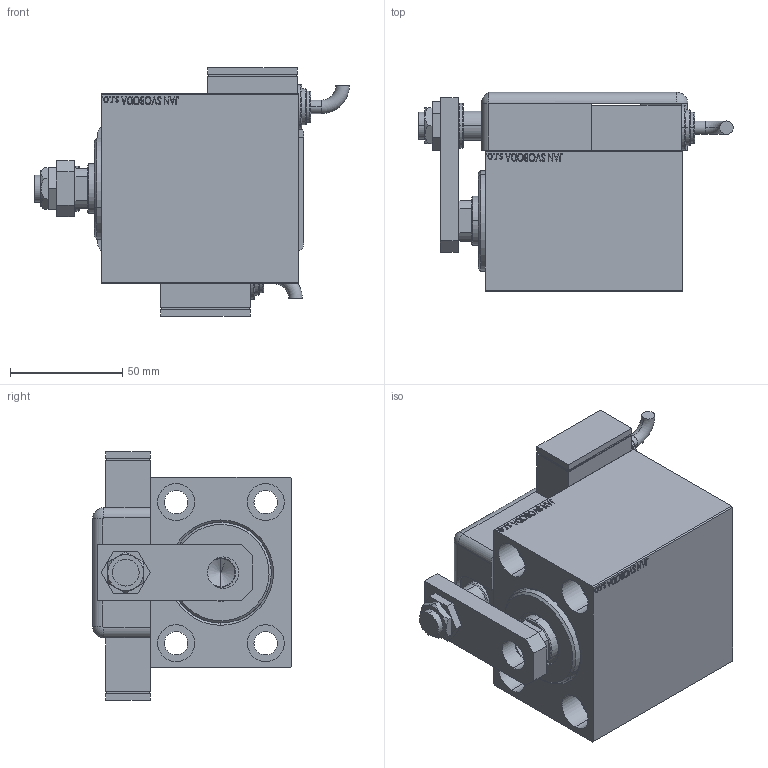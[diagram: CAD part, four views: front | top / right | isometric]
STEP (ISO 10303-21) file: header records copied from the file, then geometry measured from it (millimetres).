
FILE_DESCRIPTION (( 'STEP AP203' ), '1' );
FILE_NAME ('37bf.STEP', '2024-02-14T04:52:43', ( '' ), ( '' ), 'SwSTEP 2.0', 'SolidWorks 2019', '' );
FILE_SCHEMA (( 'CONFIG_CONTROL_DESIGN' ));
Length unit declared in the file: millimetre
Products named in the file (13): V450CM_VC_B 38e54a41a9ebc09059e04c7c7e27ea64; MAGNETIC SWITCH Q 38e54a41a9ebc09059e04c7c7e27ea64; V450CM_C_Body 38e54a41a9ebc09059e04c7c7e27ea64; KRYT 38e54a41a9ebc09059e04c7c7e27ea64; SWITCH_Q_FRONT_BACK 38e54a41a9ebc09059e04c7c7e27ea64; 37bf; NUT_D19 38e54a41a9ebc09059e04c7c7e27ea64; TYC 38e54a41a9ebc09059e04c7c7e27ea64; SWITCH DIM A_G 38e54a41a9ebc09059e04c7c7e27ea64; ZARAZKA_Q 38e54a41a9ebc09059e04c7c7e27ea64; NUT_D13 38e54a41a9ebc09059e04c7c7e27ea64; SWITCH Q 38e54a41a9ebc09059e04c7c7e27ea64; V450CM_C_VCP 38e54a41a9ebc09059e04c7c7e27ea64
Assembly tree (13 placements, depth 3):
  37bf
    V450CM_C_Body 38e54a41a9ebc09059e04c7c7e27ea64
    V450CM_C_VCP 38e54a41a9ebc09059e04c7c7e27ea64
    V450CM_VC_B 38e54a41a9ebc09059e04c7c7e27ea64
    MAGNETIC SWITCH Q 38e54a41a9ebc09059e04c7c7e27ea64
      SWITCH_Q_FRONT_BACK 38e54a41a9ebc09059e04c7c7e27ea64
      TYC 38e54a41a9ebc09059e04c7c7e27ea64
      ZARAZKA_Q 38e54a41a9ebc09059e04c7c7e27ea64
      SWITCH DIM A_G 38e54a41a9ebc09059e04c7c7e27ea64
      NUT_D19 38e54a41a9ebc09059e04c7c7e27ea64
      NUT_D13 38e54a41a9ebc09059e04c7c7e27ea64
      KRYT 38e54a41a9ebc09059e04c7c7e27ea64
      SWITCH Q 38e54a41a9ebc09059e04c7c7e27ea64  x2
Bounding box: 140.46 x 88.8 x 111 mm (x, y, z)
Volume: 542356.5 mm3; surface area: 127780.7 mm2
Topology: 13 solids, 13 shells, 1246 faces, 3162 edges, 2087 vertices
Faces by surface type: plane 614, bspline 471, cylinder 115, cone 22, torus 22, sphere 2
Entity records: 59771 total; most frequent: CARTESIAN_POINT 32189, ORIENTED_EDGE 6128, DIRECTION 3870, EDGE_CURVE 3064, VERTEX_POINT 2027, VECTOR 1826, LINE 1826, EDGE_LOOP 1379
